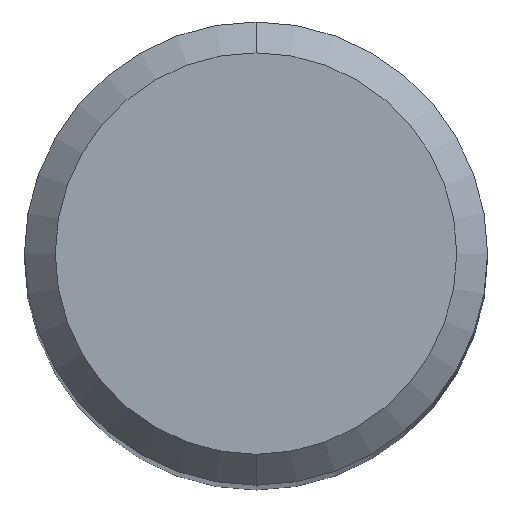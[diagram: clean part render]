
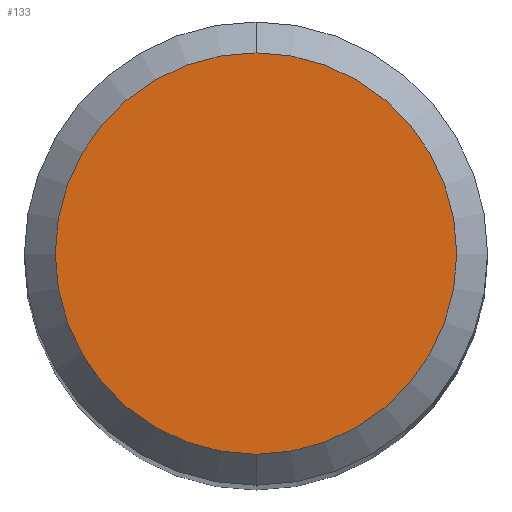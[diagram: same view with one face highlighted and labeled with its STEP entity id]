
A CAD part, top view. The second image highlights one B-rep face of the part: STEP entity #133.
In plain terms, the highlighted planar face has unit normal (0, 0, 1).
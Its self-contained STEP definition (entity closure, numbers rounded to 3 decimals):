
#133=ADVANCED_FACE('',(#284),#285,.T.);
#155=EDGE_CURVE('',#165,#171,#309,.T.);
#165=VERTEX_POINT('',#320);
#171=VERTEX_POINT('',#326);
#189=EDGE_CURVE('',#171,#165,#346,.T.);
#284=FACE_OUTER_BOUND('',#450,.T.);
#285=PLANE('',#451);
#309=CIRCLE('',#480,2.6);
#320=CARTESIAN_POINT('',(0.,-2.6,0.0));
#326=CARTESIAN_POINT('',(0.0,2.6,0.0));
#346=CIRCLE('',#529,2.6);
#450=EDGE_LOOP('',(#631,#632));
#451=AXIS2_PLACEMENT_3D('',#633,#634,#635);
#480=AXIS2_PLACEMENT_3D('',#659,#660,#661);
#529=AXIS2_PLACEMENT_3D('',#698,#699,#700);
#631=ORIENTED_EDGE('',*,*,#189,.F.);
#632=ORIENTED_EDGE('',*,*,#155,.F.);
#633=CARTESIAN_POINT('',(0.0,1.3,0.0));
#634=DIRECTION('',(-0.0,0.0,1.0));
#635=DIRECTION('',(0.0,-1.0,0.0));
#659=CARTESIAN_POINT('',(0.0,0.0,0.0));
#660=DIRECTION('',(0.0,0.0,-1.0));
#661=DIRECTION('',(0.0,1.0,0.0));
#698=CARTESIAN_POINT('',(0.0,0.0,0.0));
#699=DIRECTION('',(0.0,0.0,-1.0));
#700=DIRECTION('',(0.0,1.0,0.0));
